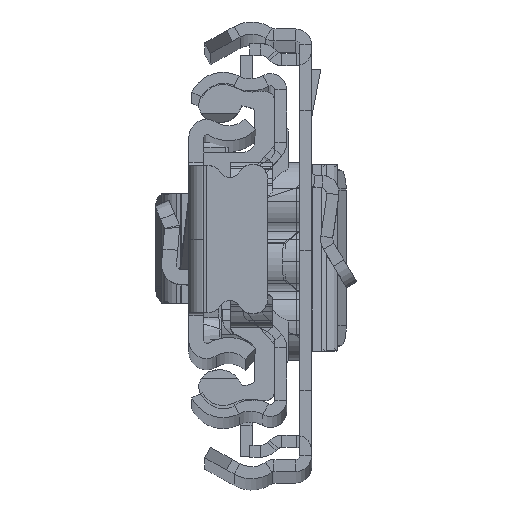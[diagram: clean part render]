
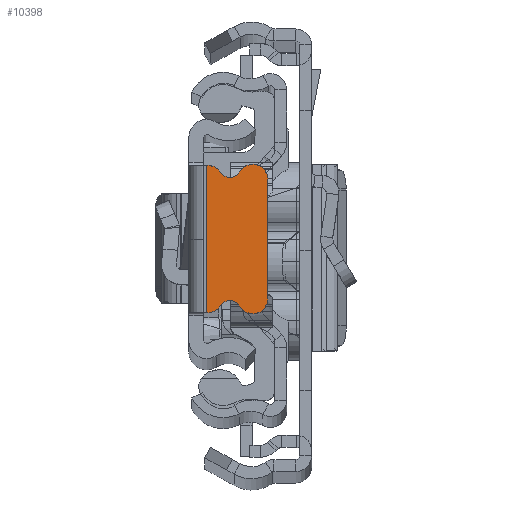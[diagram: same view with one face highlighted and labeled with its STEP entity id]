
A CAD part, top view. The second image highlights one B-rep face of the part: STEP entity #10398.
In plain terms, the highlighted planar face has unit normal (0, 0, 1).
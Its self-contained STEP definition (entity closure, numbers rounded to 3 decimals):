
#91 = EDGE_CURVE ( 'NONE', #13005, #24794, #11106, .T. ) ;
#436 = ORIENTED_EDGE ( 'NONE', *, *, #91, .T. ) ;
#499 = CARTESIAN_POINT ( 'NONE',  ( -5.109, 6.713, 0. ) ) ;
#884 = EDGE_CURVE ( 'NONE', #5897, #25905, #1927, .T. ) ;
#904 = PLANE ( 'NONE',  #9951 ) ;
#1927 = LINE ( 'NONE', #11776, #20641 ) ;
#1952 = VECTOR ( 'NONE', #3014, 1000. ) ;
#2622 = DIRECTION ( 'NONE',  ( 0., 0., 1. ) ) ;
#2791 = DIRECTION ( 'NONE',  ( 0., 0., 1. ) ) ;
#3014 = DIRECTION ( 'NONE',  ( 0., -1., 0. ) ) ;
#3524 = CARTESIAN_POINT ( 'NONE',  ( -7.929, -6., 0. ) ) ;
#3631 = CARTESIAN_POINT ( 'NONE',  ( -1.929, 5.87, 0. ) ) ;
#4418 = EDGE_CURVE ( 'NONE', #22557, #17378, #17695, .T. ) ;
#4739 = AXIS2_PLACEMENT_3D ( 'NONE', #11312, #4822, #12900 ) ;
#4822 = DIRECTION ( 'NONE',  ( 0., 0., 1. ) ) ;
#4884 = CARTESIAN_POINT ( 'NONE',  ( -1.929, -5.87, 0. ) ) ;
#5135 = CARTESIAN_POINT ( 'NONE',  ( -7.929, -6., 0. ) ) ;
#5164 = VECTOR ( 'NONE', #11862, 1000. ) ;
#5202 = CARTESIAN_POINT ( 'NONE',  ( -1.929, -7.37, 0. ) ) ;
#5258 = ORIENTED_EDGE ( 'NONE', *, *, #25662, .T. ) ;
#5897 = VERTEX_POINT ( 'NONE', #16836 ) ;
#6586 = CIRCLE ( 'NONE', #18442, 1.5 ) ;
#6593 = VERTEX_POINT ( 'NONE', #5202 ) ;
#6981 = VECTOR ( 'NONE', #17597, 1000. ) ;
#7534 = EDGE_CURVE ( 'NONE', #19166, #6593, #9236, .T. ) ;
#8048 = CARTESIAN_POINT ( 'NONE',  ( -4.142, -7.236, 0. ) ) ;
#8195 = ORIENTED_EDGE ( 'NONE', *, *, #7534, .F. ) ;
#9236 = LINE ( 'NONE', #25509, #6981 ) ;
#9858 = DIRECTION ( 'NONE',  ( 0., 0., 1. ) ) ;
#9951 = AXIS2_PLACEMENT_3D ( 'NONE', #16991, #2791, #25021 ) ;
#10354 = VERTEX_POINT ( 'NONE', #499 ) ;
#10376 = AXIS2_PLACEMENT_3D ( 'NONE', #16296, #26072, #22074 ) ;
#10398 = ADVANCED_FACE ( 'NONE', ( #12997 ), #904, .T. ) ;
#10439 = DIRECTION ( 'NONE',  ( 1., 0., 0. ) ) ;
#10592 = EDGE_CURVE ( 'NONE', #24794, #22557, #12933, .T. ) ;
#10759 = EDGE_CURVE ( 'NONE', #17378, #6593, #6586, .T. ) ;
#10832 = CARTESIAN_POINT ( 'NONE',  ( -4.142, 7.236, 0. ) ) ;
#11106 = LINE ( 'NONE', #5135, #1952 ) ;
#11312 = CARTESIAN_POINT ( 'NONE',  ( -6.429, 6., 0. ) ) ;
#11776 = CARTESIAN_POINT ( 'NONE',  ( -1.929, 7.37, 0. ) ) ;
#11862 = DIRECTION ( 'NONE',  ( 0., -1., 0. ) ) ;
#12171 = ORIENTED_EDGE ( 'NONE', *, *, #884, .F. ) ;
#12192 = AXIS2_PLACEMENT_3D ( 'NONE', #8048, #13898, #24181 ) ;
#12824 = DIRECTION ( 'NONE',  ( 0., 0., -1. ) ) ;
#12900 = DIRECTION ( 'NONE',  ( -1., 0., 0. ) ) ;
#12933 = CIRCLE ( 'NONE', #10376, 1.5 ) ;
#12997 = FACE_OUTER_BOUND ( 'NONE', #14051, .T. ) ;
#13005 = VERTEX_POINT ( 'NONE', #21064 ) ;
#13406 = CARTESIAN_POINT ( 'NONE',  ( -3.206, 6.658, 0. ) ) ;
#13568 = DIRECTION ( 'NONE',  ( -1., 0., 0. ) ) ;
#13898 = DIRECTION ( 'NONE',  ( 0., 0., -1. ) ) ;
#13975 = LINE ( 'NONE', #14106, #5164 ) ;
#14051 = EDGE_LOOP ( 'NONE', ( #23094, #12171, #16451, #22572, #5258, #436, #19245, #24591, #22143, #8195 ) ) ;
#14106 = CARTESIAN_POINT ( 'NONE',  ( -1.75, 0., 0. ) ) ;
#15263 = EDGE_CURVE ( 'NONE', #5897, #22951, #21132, .T. ) ;
#15892 = DIRECTION ( 'NONE',  ( 1., 0., 0. ) ) ;
#16175 = CIRCLE ( 'NONE', #4739, 1.5 ) ;
#16296 = CARTESIAN_POINT ( 'NONE',  ( -6.429, -6., 0. ) ) ;
#16451 = ORIENTED_EDGE ( 'NONE', *, *, #15263, .T. ) ;
#16781 = CARTESIAN_POINT ( 'NONE',  ( -5.109, -6.713, 0. ) ) ;
#16836 = CARTESIAN_POINT ( 'NONE',  ( -1.929, 7.37, 0. ) ) ;
#16873 = AXIS2_PLACEMENT_3D ( 'NONE', #3631, #9858, #13568 ) ;
#16991 = CARTESIAN_POINT ( 'NONE',  ( 644.071, 0., 0. ) ) ;
#17378 = VERTEX_POINT ( 'NONE', #24011 ) ;
#17597 = DIRECTION ( 'NONE',  ( -1., 0., 0. ) ) ;
#17695 = CIRCLE ( 'NONE', #12192, 1.1 ) ;
#18442 = AXIS2_PLACEMENT_3D ( 'NONE', #4884, #2622, #10439 ) ;
#19166 = VERTEX_POINT ( 'NONE', #24607 ) ;
#19245 = ORIENTED_EDGE ( 'NONE', *, *, #10592, .T. ) ;
#19512 = CIRCLE ( 'NONE', #22940, 1.1 ) ;
#20641 = VECTOR ( 'NONE', #15892, 1000. ) ;
#21064 = CARTESIAN_POINT ( 'NONE',  ( -7.929, 6., 0. ) ) ;
#21132 = CIRCLE ( 'NONE', #16873, 1.5 ) ;
#22074 = DIRECTION ( 'NONE',  ( 1., 0., 0. ) ) ;
#22143 = ORIENTED_EDGE ( 'NONE', *, *, #10759, .T. ) ;
#22226 = EDGE_CURVE ( 'NONE', #22951, #10354, #19512, .T. ) ;
#22557 = VERTEX_POINT ( 'NONE', #16781 ) ;
#22572 = ORIENTED_EDGE ( 'NONE', *, *, #22226, .T. ) ;
#22626 = CARTESIAN_POINT ( 'NONE',  ( -1.75, 7.37, 0. ) ) ;
#22940 = AXIS2_PLACEMENT_3D ( 'NONE', #10832, #12824, #25244 ) ;
#22951 = VERTEX_POINT ( 'NONE', #13406 ) ;
#23094 = ORIENTED_EDGE ( 'NONE', *, *, #23848, .F. ) ;
#23848 = EDGE_CURVE ( 'NONE', #25905, #19166, #13975, .T. ) ;
#24011 = CARTESIAN_POINT ( 'NONE',  ( -3.206, -6.658, 0. ) ) ;
#24181 = DIRECTION ( 'NONE',  ( -1., 0., 0. ) ) ;
#24591 = ORIENTED_EDGE ( 'NONE', *, *, #4418, .T. ) ;
#24607 = CARTESIAN_POINT ( 'NONE',  ( -1.75, -7.37, 0. ) ) ;
#24794 = VERTEX_POINT ( 'NONE', #3524 ) ;
#25021 = DIRECTION ( 'NONE',  ( 1., 0., 0. ) ) ;
#25244 = DIRECTION ( 'NONE',  ( 1., 0., 0. ) ) ;
#25509 = CARTESIAN_POINT ( 'NONE',  ( -1.929, -7.37, 0. ) ) ;
#25662 = EDGE_CURVE ( 'NONE', #10354, #13005, #16175, .T. ) ;
#25905 = VERTEX_POINT ( 'NONE', #22626 ) ;
#26072 = DIRECTION ( 'NONE',  ( 0., 0., 1. ) ) ;
